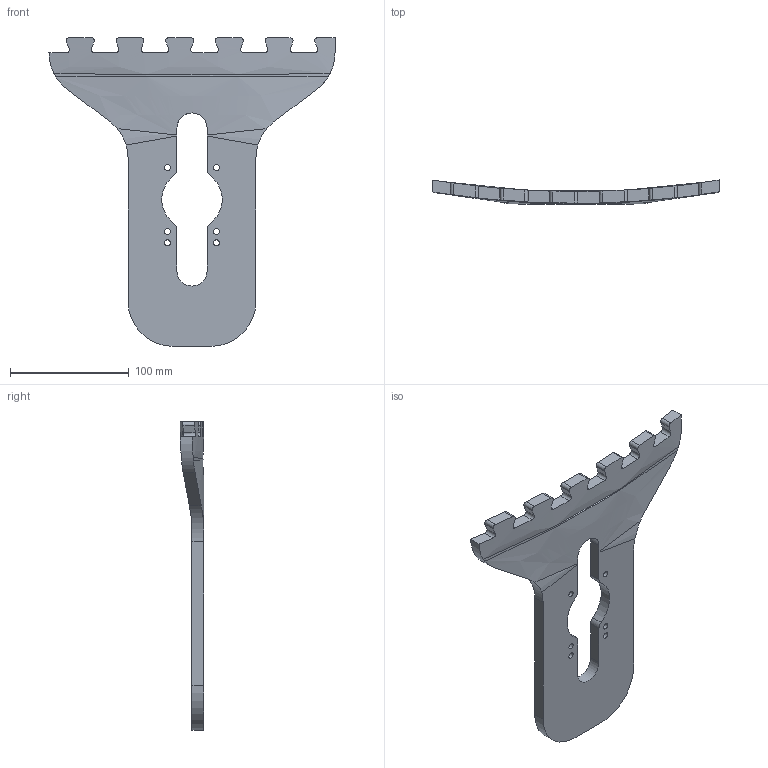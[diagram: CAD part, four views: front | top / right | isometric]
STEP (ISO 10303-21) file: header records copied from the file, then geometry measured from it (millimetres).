
FILE_DESCRIPTION(/* description */ (''),/* implementation_level */ '2;1');
FILE_NAME(/* name */ 'tail.stp',/* time_stamp */ '2024-09-03T23:10:49-07:00',/* author */ ('devan'),/* organization */ (''),/* preprocessor_version */ 'ST-DEVELOPER v20',/* originating_system */ 'Autodesk Inventor 2025',/* authorisation */ '');
FILE_SCHEMA (('AUTOMOTIVE_DESIGN { 1 0 10303 214 3 1 1 }'));
Length unit declared in the file: inch
Products named in the file (1): 36
Bounding box: 241.3 x 19.86 x 260.35 mm (x, y, z)
Volume: 290943.8 mm3; surface area: 72896.9 mm2
Topology: 1 solids, 1 shells, 106 faces, 316 edges, 212 vertices
Faces by surface type: plane 52, cylinder 42, bspline 10, torus 2
Full cylindrical faces by diameter (mm): 5 x6
Entity records: 4837 total; most frequent: CARTESIAN_POINT 2235, ORIENTED_EDGE 632, DIRECTION 380, EDGE_CURVE 316, VERTEX_POINT 212, B_SPLINE_CURVE_WITH_KNOTS 168, AXIS2_PLACEMENT_3D 135, EDGE_LOOP 120
